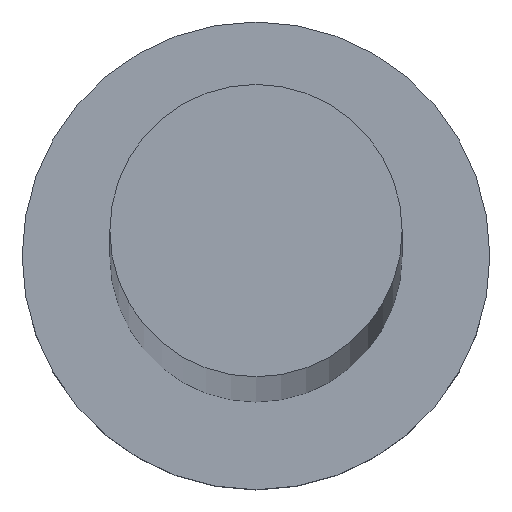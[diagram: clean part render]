
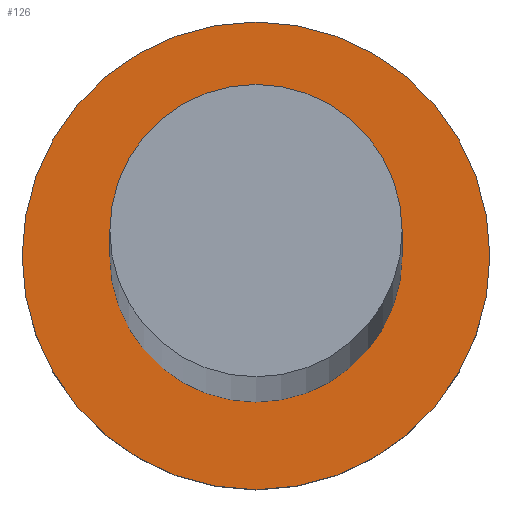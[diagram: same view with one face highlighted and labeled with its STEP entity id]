
A CAD part, top view. The second image highlights one B-rep face of the part: STEP entity #126.
In plain terms, the highlighted planar face has unit normal (0, 0, 1).
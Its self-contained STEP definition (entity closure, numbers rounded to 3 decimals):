
#1 = VERTEX_POINT ( 'NONE', #138 ) ;
#4 = DIRECTION ( 'NONE',  ( 0., 0., 1. ) ) ;
#5 = AXIS2_PLACEMENT_3D ( 'NONE', #100, #115, #183 ) ;
#29 = CARTESIAN_POINT ( 'NONE',  ( 0., 0., 5. ) ) ;
#38 = CARTESIAN_POINT ( 'NONE',  ( 0., 0., 5. ) ) ;
#49 = ORIENTED_EDGE ( 'NONE', *, *, #105, .F. ) ;
#53 = AXIS2_PLACEMENT_3D ( 'NONE', #160, #60, #141 ) ;
#57 = DIRECTION ( 'NONE',  ( 1., 0., 0. ) ) ;
#58 = DIRECTION ( 'NONE',  ( 0., 0., 1. ) ) ;
#59 = EDGE_CURVE ( 'NONE', #1, #197, #124, .T. ) ;
#60 = DIRECTION ( 'NONE',  ( 0., 0., 1. ) ) ;
#67 = AXIS2_PLACEMENT_3D ( 'NONE', #191, #58, #151 ) ;
#73 = EDGE_CURVE ( 'NONE', #197, #1, #129, .T. ) ;
#74 = CARTESIAN_POINT ( 'NONE',  ( -5., 0., 5. ) ) ;
#76 = CARTESIAN_POINT ( 'NONE',  ( 5., 0., 5. ) ) ;
#81 = CIRCLE ( 'NONE', #53, 5. ) ;
#89 = VERTEX_POINT ( 'NONE', #76 ) ;
#96 = EDGE_CURVE ( 'NONE', #89, #254, #81, .T. ) ;
#100 = CARTESIAN_POINT ( 'NONE',  ( 0., 0., 5. ) ) ;
#105 = EDGE_CURVE ( 'NONE', #254, #89, #185, .T. ) ;
#114 = CARTESIAN_POINT ( 'NONE',  ( 8., 0., 5. ) ) ;
#115 = DIRECTION ( 'NONE',  ( 0., 0., 1. ) ) ;
#116 = EDGE_LOOP ( 'NONE', ( #167, #156 ) ) ;
#124 = CIRCLE ( 'NONE', #5, 8. ) ;
#126 = ADVANCED_FACE ( 'NONE', ( #200, #219 ), #134, .T. ) ;
#129 = CIRCLE ( 'NONE', #180, 8. ) ;
#134 = PLANE ( 'NONE',  #220 ) ;
#138 = CARTESIAN_POINT ( 'NONE',  ( -8., 0., 5. ) ) ;
#141 = DIRECTION ( 'NONE',  ( 1., 0., 0. ) ) ;
#151 = DIRECTION ( 'NONE',  ( 1., 0., 0. ) ) ;
#153 = DIRECTION ( 'NONE',  ( 0., 0., 1. ) ) ;
#156 = ORIENTED_EDGE ( 'NONE', *, *, #73, .T. ) ;
#160 = CARTESIAN_POINT ( 'NONE',  ( 0., 0., 5. ) ) ;
#167 = ORIENTED_EDGE ( 'NONE', *, *, #59, .T. ) ;
#178 = ORIENTED_EDGE ( 'NONE', *, *, #96, .F. ) ;
#179 = DIRECTION ( 'NONE',  ( 1., 0., 0. ) ) ;
#180 = AXIS2_PLACEMENT_3D ( 'NONE', #29, #4, #179 ) ;
#183 = DIRECTION ( 'NONE',  ( 1., 0., 0. ) ) ;
#185 = CIRCLE ( 'NONE', #67, 5. ) ;
#191 = CARTESIAN_POINT ( 'NONE',  ( 0., 0., 5. ) ) ;
#197 = VERTEX_POINT ( 'NONE', #114 ) ;
#200 = FACE_BOUND ( 'NONE', #215, .T. ) ;
#215 = EDGE_LOOP ( 'NONE', ( #49, #178 ) ) ;
#219 = FACE_OUTER_BOUND ( 'NONE', #116, .T. ) ;
#220 = AXIS2_PLACEMENT_3D ( 'NONE', #38, #153, #57 ) ;
#254 = VERTEX_POINT ( 'NONE', #74 ) ;
